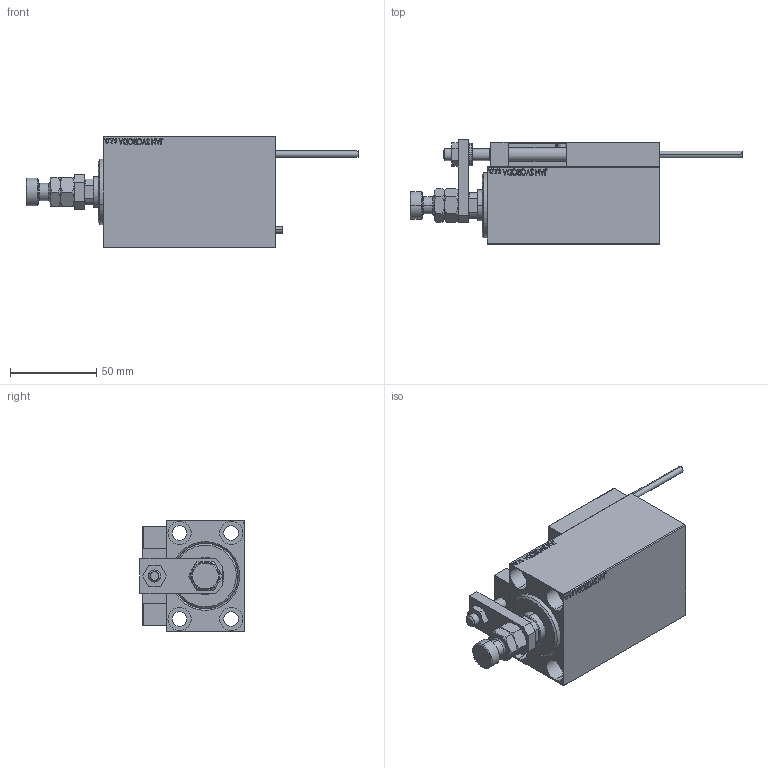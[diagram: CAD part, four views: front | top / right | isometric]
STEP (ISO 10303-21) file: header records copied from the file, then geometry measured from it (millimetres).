
FILE_DESCRIPTION (( 'STEP AP203' ), '1' );
FILE_NAME ('95cd.STEP', '2021-11-01T17:51:23', ( '' ), ( '' ), 'SwSTEP 2.0', 'SolidWorks 2019', '' );
FILE_SCHEMA (( 'CONFIG_CONTROL_DESIGN' ));
Length unit declared in the file: millimetre
Products named in the file (16): MAGNET 620d6c7edab1895a14c869259b474602; Block 620d6c7edab1895a14c869259b474602; V450CM_C_VCP 620d6c7edab1895a14c869259b474602; NUT_D12 620d6c7edab1895a14c869259b474602; SWITCH_X_FRONT_BACK 620d6c7edab1895a14c869259b474602; V450CM_VC_B 620d6c7edab1895a14c869259b474602; ALLEN BOLT D8 620d6c7edab1895a14c869259b474602; TYC_L79 620d6c7edab1895a14c869259b474602; X_Y_MFA 620d6c7edab1895a14c869259b474602; 95cd; KONCOVKA 620d6c7edab1895a14c869259b474602; SWITCH X 620d6c7edab1895a14c869259b474602; ZARAZKA 620d6c7edab1895a14c869259b474602; V450CM_C 620d6c7edab1895a14c869259b474602; SWITCH DIM B,W 620d6c7edab1895a14c869259b474602; ALLEN BOLT D5 620d6c7edab1895a14c869259b474602
Assembly tree (25 placements, depth 3):
  95cd
    V450CM_C 620d6c7edab1895a14c869259b474602
    SWITCH X 620d6c7edab1895a14c869259b474602
      SWITCH_X_FRONT_BACK 620d6c7edab1895a14c869259b474602  x2
      TYC_L79 620d6c7edab1895a14c869259b474602
      Block 620d6c7edab1895a14c869259b474602  x2
      ALLEN BOLT D5 620d6c7edab1895a14c869259b474602  x4
      ALLEN BOLT D8 620d6c7edab1895a14c869259b474602  x4
      MAGNET 620d6c7edab1895a14c869259b474602  x2
      KONCOVKA 620d6c7edab1895a14c869259b474602  x2
    NUT_D12 620d6c7edab1895a14c869259b474602
    SWITCH DIM B,W 620d6c7edab1895a14c869259b474602
    ZARAZKA 620d6c7edab1895a14c869259b474602
    V450CM_C_VCP 620d6c7edab1895a14c869259b474602
    V450CM_VC_B 620d6c7edab1895a14c869259b474602
    X_Y_MFA 620d6c7edab1895a14c869259b474602
Bounding box: 193 x 60.5 x 65 mm (x, y, z)
Volume: 304006.5 mm3; surface area: 88937.6 mm2
Topology: 24 solids, 24 shells, 1330 faces, 3170 edges, 2017 vertices
Faces by surface type: plane 576, bspline 380, cylinder 188, cone 134, torus 48, sphere 4
Entity records: 51760 total; most frequent: CARTESIAN_POINT 26427, ORIENTED_EDGE 5360, DIRECTION 3656, EDGE_CURVE 2680, VERTEX_POINT 1741, VECTOR 1500, LINE 1500, EDGE_LOOP 1241
